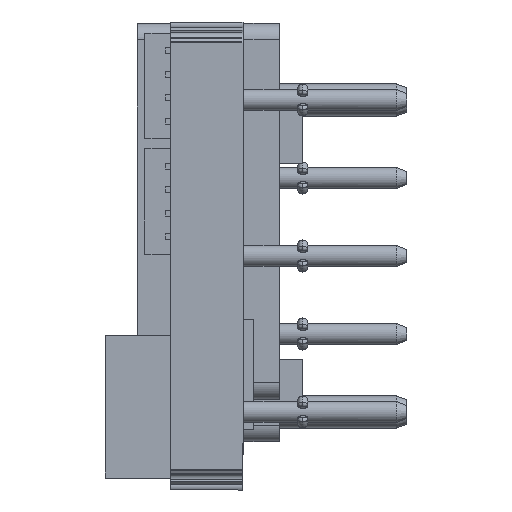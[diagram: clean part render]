
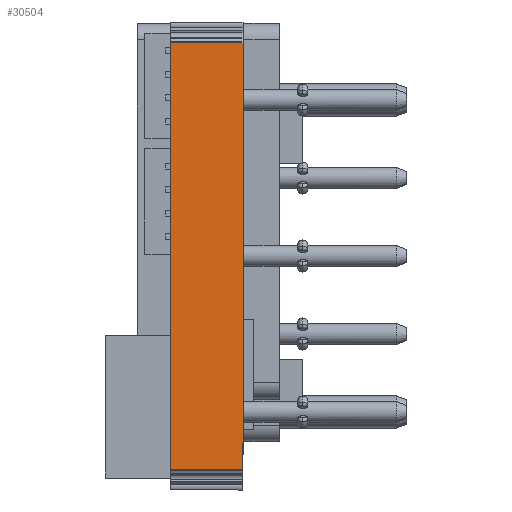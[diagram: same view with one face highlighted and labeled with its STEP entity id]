
A CAD part, left-side view. The second image highlights one B-rep face of the part: STEP entity #30504.
In plain terms, the highlighted planar face has unit normal (-1, 0, 0).
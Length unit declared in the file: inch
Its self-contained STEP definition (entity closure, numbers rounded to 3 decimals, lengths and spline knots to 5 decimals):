
#681 = VERTEX_POINT ( 'NONE', #31125 ) ;
#1048 = EDGE_CURVE ( 'NONE', #681, #29776, #32356, .T. ) ;
#1126 = VECTOR ( 'NONE', #25859, 39.37008 ) ;
#3945 = CARTESIAN_POINT ( 'NONE',  ( -1.15, -0.06402, 0.41 ) ) ;
#4312 = DIRECTION ( 'NONE',  ( 1., 0., 0. ) ) ;
#5211 = EDGE_CURVE ( 'NONE', #13490, #32010, #29207, .T. ) ;
#8246 = ORIENTED_EDGE ( 'NONE', *, *, #14365, .T. ) ;
#9782 = CARTESIAN_POINT ( 'NONE',  ( -1.15, -0.06402, -0.41 ) ) ;
#10396 = VECTOR ( 'NONE', #32809, 39.37008 ) ;
#12065 = EDGE_CURVE ( 'NONE', #29776, #32010, #30020, .T. ) ;
#12802 = ORIENTED_EDGE ( 'NONE', *, *, #1048, .F. ) ;
#13490 = VERTEX_POINT ( 'NONE', #33520 ) ;
#13723 = CARTESIAN_POINT ( 'NONE',  ( -1.15, 0.07498, 0.41 ) ) ;
#14365 = EDGE_CURVE ( 'NONE', #681, #13490, #19188, .T. ) ;
#16537 = DIRECTION ( 'NONE',  ( 0., 0., -1. ) ) ;
#17743 = DIRECTION ( 'NONE',  ( 0., 0., -1. ) ) ;
#19188 = LINE ( 'NONE', #24540, #10396 ) ;
#20319 = PLANE ( 'NONE',  #23905 ) ;
#20437 = EDGE_LOOP ( 'NONE', ( #24642, #22292, #12802, #8246 ) ) ;
#22035 = VECTOR ( 'NONE', #16537, 39.37008 ) ;
#22292 = ORIENTED_EDGE ( 'NONE', *, *, #12065, .F. ) ;
#23025 = FACE_OUTER_BOUND ( 'NONE', #20437, .T. ) ;
#23905 = AXIS2_PLACEMENT_3D ( 'NONE', #30642, #4312, #25295 ) ;
#24540 = CARTESIAN_POINT ( 'NONE',  ( -1.15, -0.06402, 0.41 ) ) ;
#24642 = ORIENTED_EDGE ( 'NONE', *, *, #5211, .T. ) ;
#25295 = DIRECTION ( 'NONE',  ( 0., 0., 1. ) ) ;
#25859 = DIRECTION ( 'NONE',  ( 0., 1., 0. ) ) ;
#26059 = CARTESIAN_POINT ( 'NONE',  ( -1.15, -0.06402, -0.41 ) ) ;
#27043 = CARTESIAN_POINT ( 'NONE',  ( -1.15, 0.07498, -0.41 ) ) ;
#29207 = LINE ( 'NONE', #13723, #22035 ) ;
#29776 = VERTEX_POINT ( 'NONE', #26059 ) ;
#29817 = VECTOR ( 'NONE', #17743, 39.37008 ) ;
#30020 = LINE ( 'NONE', #9782, #1126 ) ;
#30504 = ADVANCED_FACE ( 'NONE', ( #23025 ), #20319, .F. ) ;
#30642 = CARTESIAN_POINT ( 'NONE',  ( -1.15, -0.06402, 0.41 ) ) ;
#31125 = CARTESIAN_POINT ( 'NONE',  ( -1.15, -0.06402, 0.41 ) ) ;
#32010 = VERTEX_POINT ( 'NONE', #27043 ) ;
#32356 = LINE ( 'NONE', #3945, #29817 ) ;
#32809 = DIRECTION ( 'NONE',  ( 0., 1., 0. ) ) ;
#33520 = CARTESIAN_POINT ( 'NONE',  ( -1.15, 0.07498, 0.41 ) ) ;
